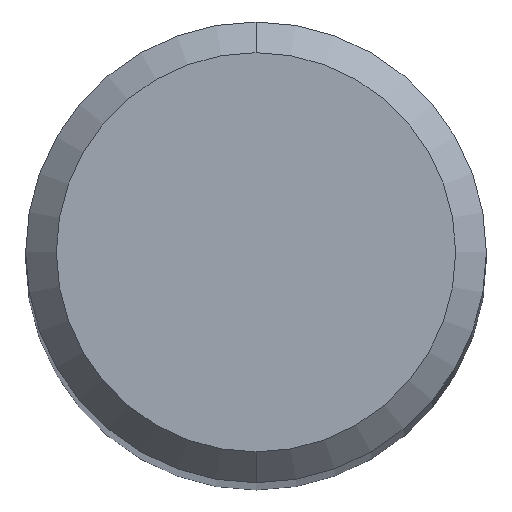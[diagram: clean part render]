
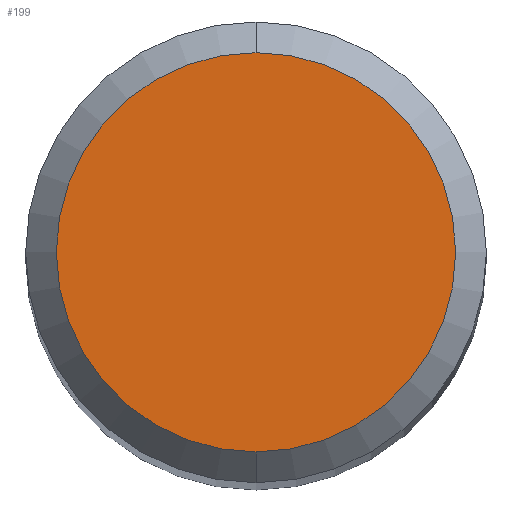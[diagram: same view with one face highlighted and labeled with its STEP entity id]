
A CAD part, top view. The second image highlights one B-rep face of the part: STEP entity #199.
In plain terms, the highlighted planar face has unit normal (0, 0, 1).
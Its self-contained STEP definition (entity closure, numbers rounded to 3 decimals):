
#199=ADVANCED_FACE('',(#523),#524,.T.);
#247=EDGE_CURVE('',#443,#341,#577,.T.);
#341=VERTEX_POINT('',#681);
#423=EDGE_CURVE('',#341,#443,#767,.T.);
#443=VERTEX_POINT('',#793);
#523=FACE_OUTER_BOUND('',#869,.T.);
#524=PLANE('',#870);
#577=CIRCLE('',#964,2.6);
#681=CARTESIAN_POINT('',(0.,-2.6,0.0));
#767=CIRCLE('',#1331,2.6);
#793=CARTESIAN_POINT('',(0.0,2.6,0.0));
#869=EDGE_LOOP('',(#1539,#1540));
#870=AXIS2_PLACEMENT_3D('',#1541,#1542,#1543);
#964=AXIS2_PLACEMENT_3D('',#1615,#1616,#1617);
#1331=AXIS2_PLACEMENT_3D('',#1791,#1792,#1793);
#1539=ORIENTED_EDGE('',*,*,#247,.F.);
#1540=ORIENTED_EDGE('',*,*,#423,.F.);
#1541=CARTESIAN_POINT('',(0.0,1.3,0.0));
#1542=DIRECTION('',(-0.0,0.0,1.0));
#1543=DIRECTION('',(0.0,-1.0,0.0));
#1615=CARTESIAN_POINT('',(0.0,0.0,0.0));
#1616=DIRECTION('',(0.0,0.0,-1.0));
#1617=DIRECTION('',(0.0,1.0,0.0));
#1791=CARTESIAN_POINT('',(0.0,0.0,0.0));
#1792=DIRECTION('',(0.0,0.0,-1.0));
#1793=DIRECTION('',(0.0,1.0,0.0));
